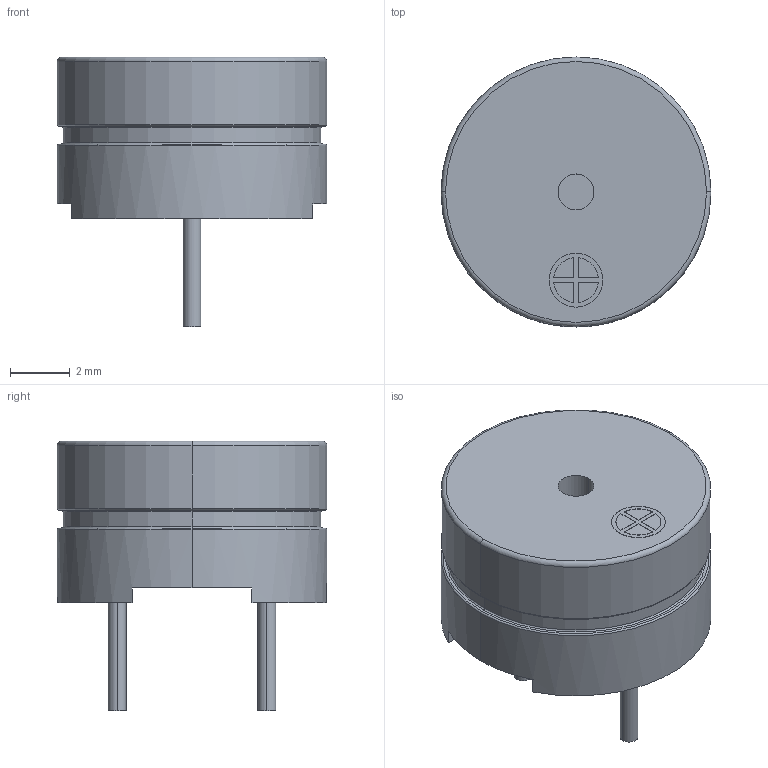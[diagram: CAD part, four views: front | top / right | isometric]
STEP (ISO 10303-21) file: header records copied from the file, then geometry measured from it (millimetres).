
FILE_DESCRIPTION((''),'2;1');
FILE_NAME('BEEP_5X9X5_5_ASM','2020-09-29T16:46:26',('admin'),(''),'CREO PARAMETRIC BY PTC INC, 2020044','CREO PARAMETRIC BY PTC INC, 2020044','');
FILE_SCHEMA(('AUTOMOTIVE_DESIGN { 1 0 10303 214 1 1 1 1 }'));
Length unit declared in the file: millimetre
Products named in the file (3): BEEP_5X9X5_5-6370_AF0; BEEP_5X9X5_5-3924_AF0_ASM; BEEP_5X9X5_5_ASM
Assembly tree (2 placements, depth 3):
  BEEP_5X9X5_5_ASM
    BEEP_5X9X5_5-3924_AF0_ASM
      BEEP_5X9X5_5-6370_AF0
Bounding box: 9 x 9 x 9 mm (x, y, z)
Volume: 310 mm3; surface area: 317.2 mm2
Topology: 1 solids, 1 shells, 246 faces, 626 edges, 414 vertices
Faces by surface type: plane 203, cylinder 20, extrusion 13, torus 10
Entity records: 9972 total; most frequent: CARTESIAN_POINT 1397, ORIENTED_EDGE 1252, DIRECTION 1159, PRESENTATION_STYLE_ASSIGNMENT 707, STYLED_ITEM 627, CURVE_STYLE 626, EDGE_CURVE 626, VECTOR 545
